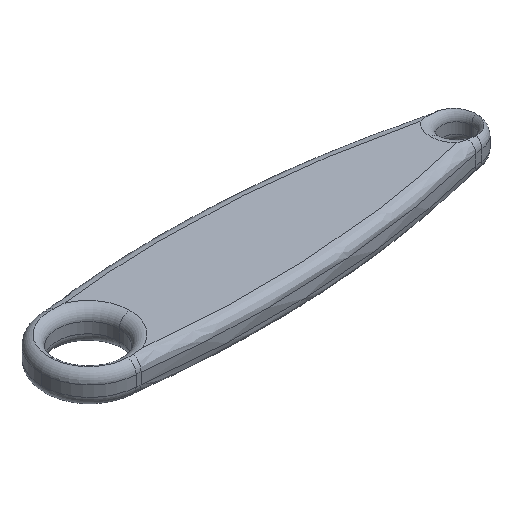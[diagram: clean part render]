
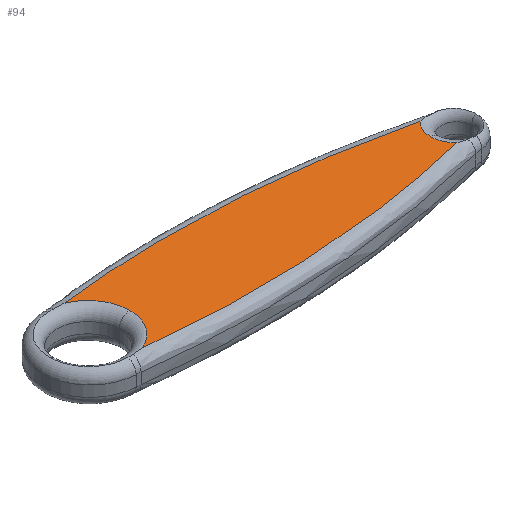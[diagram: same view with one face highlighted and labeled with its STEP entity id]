
A CAD part, isometric view. The second image highlights one B-rep face of the part: STEP entity #94.
In plain terms, the highlighted planar face has unit normal (0, 0, 1).
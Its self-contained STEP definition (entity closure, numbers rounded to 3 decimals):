
#6 = CARTESIAN_POINT ( 'NONE',  ( 51.955, -21.266, 15. ) ) ;
#9 = EDGE_CURVE ( 'NONE', #1168, #511, #417, .T. ) ;
#12 = CARTESIAN_POINT ( 'NONE',  ( 78.252, -20.819, 15. ) ) ;
#23 = CARTESIAN_POINT ( 'NONE',  ( 171.291, 0., 15. ) ) ;
#62 = CARTESIAN_POINT ( 'NONE',  ( 162.876, 8.631, 15. ) ) ;
#87 = AXIS2_PLACEMENT_3D ( 'NONE', #1405, #218, #1259 ) ;
#93 = CARTESIAN_POINT ( 'NONE',  ( 137.187, 14.302, 15. ) ) ;
#94 = ADVANCED_FACE ( 'NONE', ( #722 ), #1653, .T. ) ;
#101 = CARTESIAN_POINT ( 'NONE',  ( 111.201, 18.105, 15. ) ) ;
#125 = CARTESIAN_POINT ( 'NONE',  ( 19.162, -19.733, 15. ) ) ;
#199 = AXIS2_PLACEMENT_3D ( 'NONE', #23, #292, #1344 ) ;
#218 = DIRECTION ( 'NONE',  ( 0., 0., -1. ) ) ;
#249 = CARTESIAN_POINT ( 'NONE',  ( 58.66, 21.458, 15. ) ) ;
#292 = DIRECTION ( 'NONE',  ( 0., 0., -1. ) ) ;
#360 = CARTESIAN_POINT ( 'NONE',  ( 98.121, 19.46, 15. ) ) ;
#375 = B_SPLINE_CURVE_WITH_KNOTS ( 'NONE', 3,
 ( #1552, #125, #651, #6, #535, #1165, #1440, #12, #629, #512, #644, #888, #1305, #1176 ),
 .UNSPECIFIED., .F., .F.,
 ( 4, 2, 2, 2, 2, 2, 4 ),
 ( 0.004, 0.044, 0.063, 0.073, 0.083, 0.122, 0.162 ),
 .UNSPECIFIED. ) ;
#401 = CARTESIAN_POINT ( 'NONE',  ( 6.079, -18.208, 15. ) ) ;
#415 = ORIENTED_EDGE ( 'NONE', *, *, #1128, .T. ) ;
#417 = CIRCLE ( 'NONE', #87, 12.055 ) ;
#480 = CIRCLE ( 'NONE', #1537, 19.495 ) ;
#511 = VERTEX_POINT ( 'NONE', #589 ) ;
#512 = CARTESIAN_POINT ( 'NONE',  ( 97.989, -19.659, 15. ) ) ;
#513 = CARTESIAN_POINT ( 'NONE',  ( 32.304, 20.699, 15. ) ) ;
#535 = CARTESIAN_POINT ( 'NONE',  ( 58.523, -21.311, 15. ) ) ;
#537 = CARTESIAN_POINT ( 'NONE',  ( 71.827, 21.251, 15. ) ) ;
#589 = CARTESIAN_POINT ( 'NONE',  ( 159.236, 0., 15. ) ) ;
#598 = EDGE_CURVE ( 'NONE', #1196, #686, #480, .T. ) ;
#621 = AXIS2_PLACEMENT_3D ( 'NONE', #1493, #1352, #1630 ) ;
#629 = CARTESIAN_POINT ( 'NONE',  ( 81.544, -20.657, 15. ) ) ;
#635 = EDGE_CURVE ( 'NONE', #686, #1168, #375, .T. ) ;
#644 = CARTESIAN_POINT ( 'NONE',  ( 111.084, -18.268, 15. ) ) ;
#651 = CARTESIAN_POINT ( 'NONE',  ( 32.266, -20.695, 15. ) ) ;
#659 = CARTESIAN_POINT ( 'NONE',  ( 18.607, 0., 15. ) ) ;
#661 = ORIENTED_EDGE ( 'NONE', *, *, #1145, .T. ) ;
#668 = EDGE_LOOP ( 'NONE', ( #800, #1516, #415, #1116, #661, #1091 ) ) ;
#672 = CARTESIAN_POINT ( 'NONE',  ( 6.079, 18.208, 15. ) ) ;
#686 = VERTEX_POINT ( 'NONE', #401 ) ;
#722 = FACE_OUTER_BOUND ( 'NONE', #668, .T. ) ;
#800 = ORIENTED_EDGE ( 'NONE', *, *, #635, .T. ) ;
#836 = VERTEX_POINT ( 'NONE', #62 ) ;
#870 = CIRCLE ( 'NONE', #621, 19.495 ) ;
#880 = CARTESIAN_POINT ( 'NONE',  ( 117.715, 17.263, 15. ) ) ;
#888 = CARTESIAN_POINT ( 'NONE',  ( 137.152, -14.31, 15. ) ) ;
#895 = DIRECTION ( 'NONE',  ( 0., 0., -1. ) ) ;
#919 = DIRECTION ( 'NONE',  ( 1., 0., 0. ) ) ;
#946 = CARTESIAN_POINT ( 'NONE',  ( 162.876, -8.631, 15. ) ) ;
#1006 = CARTESIAN_POINT ( 'NONE',  ( 101.395, 19.149, 15. ) ) ;
#1013 = CARTESIAN_POINT ( 'NONE',  ( 6.079, 18.208, 15. ) ) ;
#1091 = ORIENTED_EDGE ( 'NONE', *, *, #598, .T. ) ;
#1116 = ORIENTED_EDGE ( 'NONE', *, *, #1425, .T. ) ;
#1125 = DIRECTION ( 'NONE',  ( 1., 0., 0. ) ) ;
#1128 = EDGE_CURVE ( 'NONE', #511, #836, #1682, .T. ) ;
#1132 = CARTESIAN_POINT ( 'NONE',  ( 85.141, 25.448, 15. ) ) ;
#1138 = DIRECTION ( 'NONE',  ( 0., 0., 1. ) ) ;
#1145 = EDGE_CURVE ( 'NONE', #1333, #1196, #870, .T. ) ;
#1165 = CARTESIAN_POINT ( 'NONE',  ( 68.384, -21.158, 15. ) ) ;
#1168 = VERTEX_POINT ( 'NONE', #946 ) ;
#1176 = CARTESIAN_POINT ( 'NONE',  ( 162.876, -8.631, 15. ) ) ;
#1185 = CARTESIAN_POINT ( 'NONE',  ( 19.169, 19.734, 15. ) ) ;
#1196 = VERTEX_POINT ( 'NONE', #659 ) ;
#1259 = DIRECTION ( 'NONE',  ( 1., 0., 0. ) ) ;
#1305 = CARTESIAN_POINT ( 'NONE',  ( 150.071, -11.751, 15. ) ) ;
#1333 = VERTEX_POINT ( 'NONE', #1013 ) ;
#1344 = DIRECTION ( 'NONE',  ( 1., 0., 0. ) ) ;
#1352 = DIRECTION ( 'NONE',  ( 0., 0., -1. ) ) ;
#1405 = CARTESIAN_POINT ( 'NONE',  ( 171.291, 0., 15. ) ) ;
#1409 = CARTESIAN_POINT ( 'NONE',  ( 150.077, 11.75, 15. ) ) ;
#1416 = CARTESIAN_POINT ( 'NONE',  ( 91.56, 20.009, 15. ) ) ;
#1425 = EDGE_CURVE ( 'NONE', #836, #1333, #1447, .T. ) ;
#1440 = CARTESIAN_POINT ( 'NONE',  ( 71.672, -21.07, 15. ) ) ;
#1447 = B_SPLINE_CURVE_WITH_KNOTS ( 'NONE', 3,
 ( #1542, #1409, #93, #880, #101, #1006, #360, #1416, #1697, #537, #249, #513, #1185, #672 ),
 .UNSPECIFIED., .F., .F.,
 ( 4, 2, 2, 2, 2, 2, 4 ),
 ( 0.004, 0.043, 0.063, 0.073, 0.083, 0.122, 0.161 ),
 .UNSPECIFIED. ) ;
#1493 = CARTESIAN_POINT ( 'NONE',  ( -0.888, 0., 15. ) ) ;
#1516 = ORIENTED_EDGE ( 'NONE', *, *, #9, .T. ) ;
#1537 = AXIS2_PLACEMENT_3D ( 'NONE', #1696, #895, #919 ) ;
#1542 = CARTESIAN_POINT ( 'NONE',  ( 162.876, 8.631, 15. ) ) ;
#1552 = CARTESIAN_POINT ( 'NONE',  ( 6.079, -18.208, 15. ) ) ;
#1630 = DIRECTION ( 'NONE',  ( 1., 0., 0. ) ) ;
#1638 = AXIS2_PLACEMENT_3D ( 'NONE', #1132, #1138, #1125 ) ;
#1653 = PLANE ( 'NONE',  #1638 ) ;
#1682 = CIRCLE ( 'NONE', #199, 12.055 ) ;
#1696 = CARTESIAN_POINT ( 'NONE',  ( -0.888, 0., 15. ) ) ;
#1697 = CARTESIAN_POINT ( 'NONE',  ( 88.272, 20.247, 15. ) ) ;
